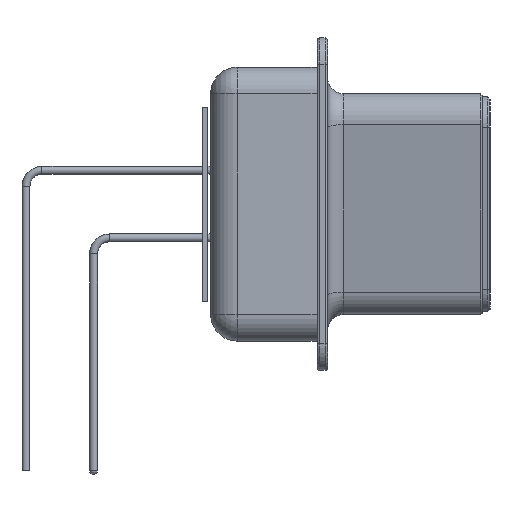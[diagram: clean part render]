
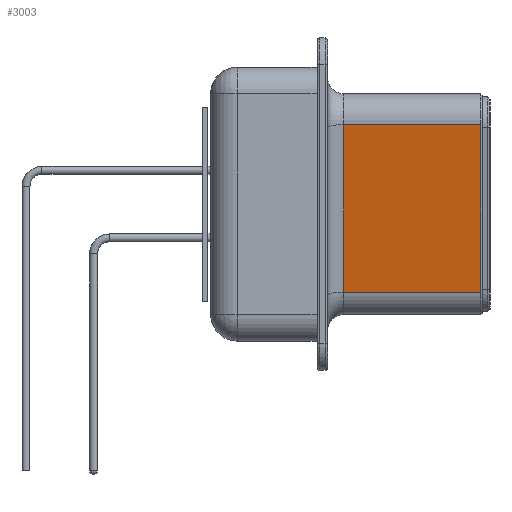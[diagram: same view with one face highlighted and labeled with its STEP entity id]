
A CAD part, left-side view. The second image highlights one B-rep face of the part: STEP entity #3003.
In plain terms, the highlighted planar face has unit normal (-0.986, 0, -0.165).
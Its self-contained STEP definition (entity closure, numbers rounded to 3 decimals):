
#84=DIRECTION('',(0.,-1.,0.));
#997=VECTOR('',#84,1.);
#2800=DIRECTION('',(-0.986,0.,-0.165));
#2804=VECTOR('',#2805,1.);
#2805=DIRECTION('',(0.165,0.,-0.986));
#2826=VERTEX_POINT('',#2827);
#2827=CARTESIAN_POINT('',(-52.136,-17.09,9.235));
#2864=VERTEX_POINT('',#2865);
#2865=CARTESIAN_POINT('',(-51.084,-17.09,2.935));
#2868=ORIENTED_EDGE('',*,*,#2869,.F.);
#2869=EDGE_CURVE('',#2826,#2864,#2870,.T.);
#2870=LINE('',#2827,#2804);
#2975=VERTEX_POINT('',#2976);
#2976=CARTESIAN_POINT('',(-52.136,-11.94,9.235));
#2981=EDGE_CURVE('',#2975,#2826,#2982,.T.);
#2982=LINE('',#2983,#997);
#2983=CARTESIAN_POINT('',(-52.136,-11.34,9.235));
#3003=ADVANCED_FACE('',(#3004),#3018,.T.);
#3004=FACE_BOUND('',#3005,.T.);
#3005=EDGE_LOOP('',(#3006,#2868,#3012,#3013));
#3006=ORIENTED_EDGE('',*,*,#3007,.T.);
#3007=EDGE_CURVE('',#3008,#2864,#3010,.T.);
#3008=VERTEX_POINT('',#3009);
#3009=CARTESIAN_POINT('',(-51.084,-11.94,2.935));
#3010=LINE('',#3011,#997);
#3011=CARTESIAN_POINT('',(-51.084,-11.34,2.935));
#3012=ORIENTED_EDGE('',*,*,#2981,.F.);
#3013=ORIENTED_EDGE('',*,*,#3014,.F.);
#3014=EDGE_CURVE('',#3008,#2975,#3015,.T.);
#3015=LINE('',#3009,#3016);
#3016=VECTOR('',#3017,1.);
#3017=DIRECTION('',(-0.165,0.,0.986));
#3018=PLANE('',#3019);
#3019=AXIS2_PLACEMENT_3D('',#3020,#2800,#3017);
#3020=CARTESIAN_POINT('',(-50.945,-11.34,2.1));
